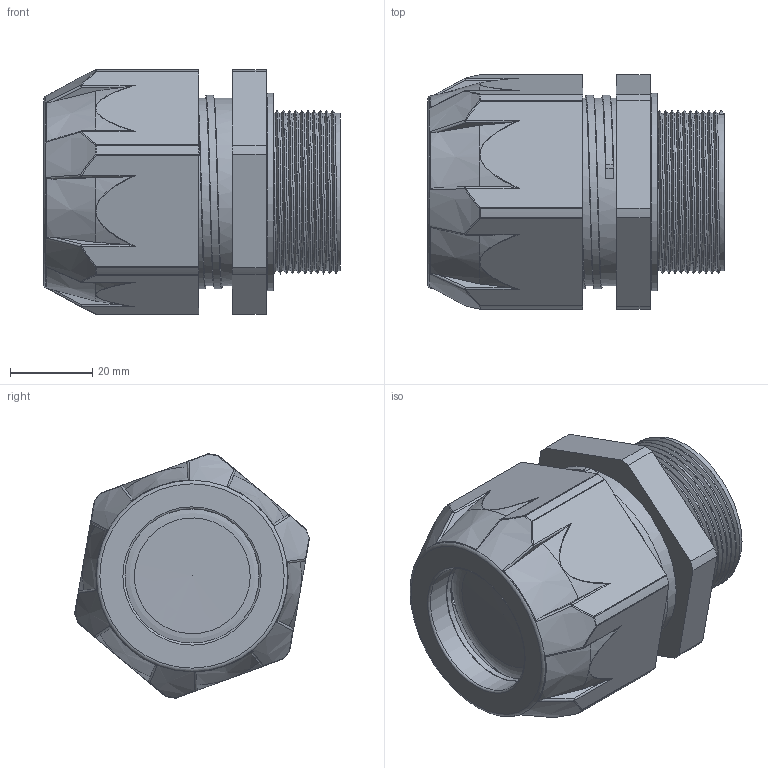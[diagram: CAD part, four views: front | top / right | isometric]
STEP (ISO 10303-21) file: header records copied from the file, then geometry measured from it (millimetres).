
FILE_DESCRIPTION(/* description */ ('Euro-Top-X-4.Generation M40x1,5, Ex e'),/* implementation_level */ '2;1');
FILE_NAME(/* name */ '85080540X4HISI-RST.stp',/* time_stamp */ '2020-02-20T14:29:22+01:00',/* author */ ('sl'),/* organization */ (''),/* preprocessor_version */ 'ST-DEVELOPER v16.5',/* originating_system */ 'Autodesk Inventor 2017',/* authorisation */ '');
FILE_SCHEMA (('AUTOMOTIVE_DESIGN { 1 0 10303 214 3 1 1 }'));
Length unit declared in the file: millimetre
Products named in the file (6): 85080540X4HISI; 85080540X4HI; 85080532X4HISI; 85084040X4HI; 85080540X4HISI_1; 85080540X4HI_1
Assembly tree (5 placements, depth 2):
  85080540X4HISI
    85080540X4HI
    85080532X4HISI
    85084040X4HI
    85080540X4HISI_1
    85080540X4HI_1
Bounding box: 72.04 x 57.03 x 59.36 mm (x, y, z)
Volume: 80365.7 mm3; surface area: 46162.1 mm2
Topology: 5 solids, 5 shells, 418 faces, 1127 edges, 715 vertices
Faces by surface type: plane 149, cylinder 129, bspline 55, torus 37, cone 24, sphere 24
Full cylindrical faces by diameter (mm): 32.35 x1, 32.53 x1, 32.55 x2, 33.05 x1, 38.278 x11, 38.66 x1, 40.35 x1, 40.8 x1, 43.6 x1, 45.5 x5, 45.528 x4, 47.022 x6, 48 x1
Entity records: 17628 total; most frequent: CARTESIAN_POINT 7784, ORIENTED_EDGE 2010, DIRECTION 1986, EDGE_CURVE 1005, AXIS2_PLACEMENT_3D 815, VERTEX_POINT 658, EDGE_LOOP 441, CIRCLE 438
